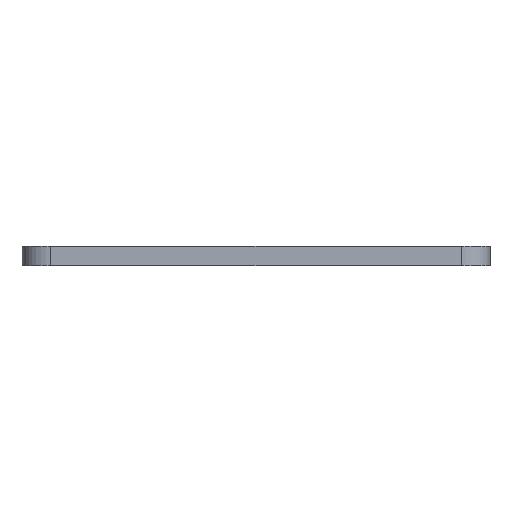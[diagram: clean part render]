
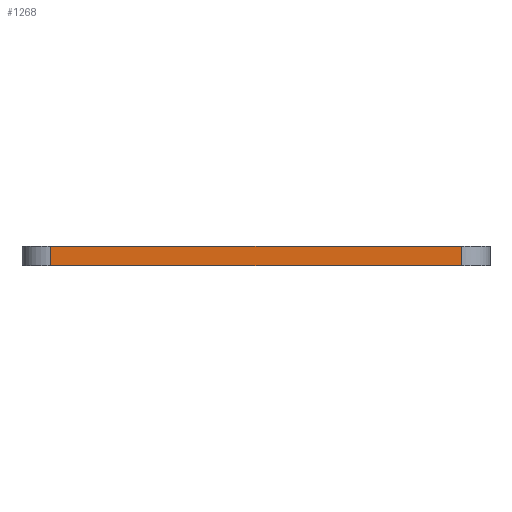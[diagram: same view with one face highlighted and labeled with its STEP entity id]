
A CAD part, front view. The second image highlights one B-rep face of the part: STEP entity #1268.
In plain terms, the highlighted planar face has unit normal (0, -1, 0).
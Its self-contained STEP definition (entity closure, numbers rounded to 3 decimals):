
#508=CARTESIAN_POINT('',(21.313,-18.534,5.6));
#509=VERTEX_POINT('',#508);
#517=CARTESIAN_POINT('',(-21.312,-18.534,5.6));
#518=VERTEX_POINT('',#517);
#519=CARTESIAN_POINT('',(-21.312,-18.534,5.6));
#520=DIRECTION('',(1.,0.,-0.));
#521=VECTOR('',#520,42.625);
#522=LINE('',#519,#521);
#523=EDGE_CURVE('',#518,#509,#522,.T.);
#1001=CARTESIAN_POINT('',(-21.312,-18.534,7.6));
#1002=VERTEX_POINT('',#1001);
#1010=CARTESIAN_POINT('',(21.313,-18.534,7.6));
#1011=VERTEX_POINT('',#1010);
#1012=CARTESIAN_POINT('',(-21.312,-18.534,7.6));
#1013=DIRECTION('',(1.,0.,-0.));
#1014=VECTOR('',#1013,42.625);
#1015=LINE('',#1012,#1014);
#1016=EDGE_CURVE('',#1002,#1011,#1015,.T.);
#1247=CARTESIAN_POINT('',(0.,-18.534,5.6));
#1248=DIRECTION('',(0.,-1.,0.));
#1249=DIRECTION('',(0.,0.,-1.));
#1250=AXIS2_PLACEMENT_3D('',#1247,#1248,#1249);
#1251=PLANE('',#1250);
#1252=CARTESIAN_POINT('',(-21.312,-18.534,5.6));
#1253=DIRECTION('',(0.,0.,1.));
#1254=VECTOR('',#1253,2.);
#1255=LINE('',#1252,#1254);
#1256=EDGE_CURVE('',#518,#1002,#1255,.T.);
#1257=ORIENTED_EDGE('',*,*,#1256,.F.);
#1258=ORIENTED_EDGE('',*,*,#523,.T.);
#1259=CARTESIAN_POINT('',(21.313,-18.534,5.6));
#1260=DIRECTION('',(0.,0.,1.));
#1261=VECTOR('',#1260,2.);
#1262=LINE('',#1259,#1261);
#1263=EDGE_CURVE('',#509,#1011,#1262,.T.);
#1264=ORIENTED_EDGE('',*,*,#1263,.T.);
#1265=ORIENTED_EDGE('',*,*,#1016,.F.);
#1266=EDGE_LOOP('',(#1257,#1258,#1264,#1265));
#1267=FACE_BOUND('',#1266,.T.);
#1268=ADVANCED_FACE('',(#1267),#1251,.T.);
